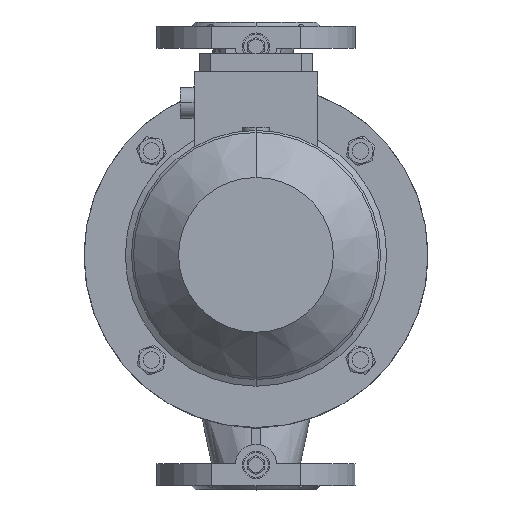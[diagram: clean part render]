
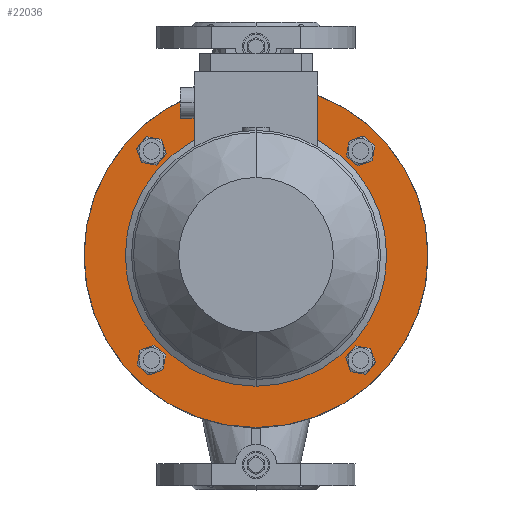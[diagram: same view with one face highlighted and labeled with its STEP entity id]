
A CAD part, top view. The second image highlights one B-rep face of the part: STEP entity #22036.
In plain terms, the highlighted planar face has unit normal (0, 0, 1).
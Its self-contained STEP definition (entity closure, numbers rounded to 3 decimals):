
#123 = FACE_OUTER_BOUND ( 'NONE', #23511, .T. ) ;
#189 = DIRECTION ( 'NONE',  ( 0., 0., -1. ) ) ;
#736 = CARTESIAN_POINT ( 'NONE',  ( 76.014, 76.014, 173. ) ) ;
#1320 = EDGE_CURVE ( 'NONE', #19172, #11982, #21470, .T. ) ;
#1632 = EDGE_CURVE ( 'NONE', #16992, #16671, #30077, .T. ) ;
#1677 = CARTESIAN_POINT ( 'NONE',  ( 0., 0., 173. ) ) ;
#1743 = ORIENTED_EDGE ( 'NONE', *, *, #6304, .F. ) ;
#2765 = AXIS2_PLACEMENT_3D ( 'NONE', #22283, #14510, #11469 ) ;
#2793 = ORIENTED_EDGE ( 'NONE', *, *, #3623, .T. ) ;
#3002 = FACE_BOUND ( 'NONE', #4594, .T. ) ;
#3191 = AXIS2_PLACEMENT_3D ( 'NONE', #13010, #10449, #11008 ) ;
#3623 = EDGE_CURVE ( 'NONE', #18748, #32288, #28327, .T. ) ;
#3754 = EDGE_CURVE ( 'NONE', #28869, #26537, #19666, .T. ) ;
#3900 = AXIS2_PLACEMENT_3D ( 'NONE', #27830, #28282, #20231 ) ;
#3937 = CARTESIAN_POINT ( 'NONE',  ( -74.447, -67.126, 173. ) ) ;
#3954 = CIRCLE ( 'NONE', #20192, 9.025 ) ;
#4376 = EDGE_CURVE ( 'NONE', #26537, #28869, #32033, .T. ) ;
#4443 = DIRECTION ( 'NONE',  ( 0., 1., 0. ) ) ;
#4483 = EDGE_CURVE ( 'NONE', #24622, #16754, #8544, .T. ) ;
#4594 = EDGE_LOOP ( 'NONE', ( #12495, #5692 ) ) ;
#5176 = DIRECTION ( 'NONE',  ( 0., 0., -1. ) ) ;
#5692 = ORIENTED_EDGE ( 'NONE', *, *, #4376, .T. ) ;
#6304 = EDGE_CURVE ( 'NONE', #16671, #16992, #9385, .T. ) ;
#6420 = EDGE_CURVE ( 'NONE', #30278, #33309, #26749, .T. ) ;
#7468 = ORIENTED_EDGE ( 'NONE', *, *, #25747, .T. ) ;
#7614 = AXIS2_PLACEMENT_3D ( 'NONE', #10436, #15927, #32422 ) ;
#8404 = DIRECTION ( 'NONE',  ( 0., 0., -1. ) ) ;
#8544 = CIRCLE ( 'NONE', #3191, 9.025 ) ;
#8619 = EDGE_CURVE ( 'NONE', #11982, #19172, #24203, .T. ) ;
#9385 = CIRCLE ( 'NONE', #7614, 9.025 ) ;
#9482 = CARTESIAN_POINT ( 'NONE',  ( 67.126, -74.447, 173. ) ) ;
#9763 = AXIS2_PLACEMENT_3D ( 'NONE', #12487, #30990, #15184 ) ;
#9816 = AXIS2_PLACEMENT_3D ( 'NONE', #1677, #17687, #4443 ) ;
#10436 = CARTESIAN_POINT ( 'NONE',  ( -76.014, 76.014, 173. ) ) ;
#10449 = DIRECTION ( 'NONE',  ( 0., 0., -1. ) ) ;
#10520 = EDGE_LOOP ( 'NONE', ( #25676, #2793 ) ) ;
#10715 = DIRECTION ( 'NONE',  ( 0., 1., 0. ) ) ;
#10784 = DIRECTION ( 'NONE',  ( 0., 0., 1. ) ) ;
#10857 = FACE_BOUND ( 'NONE', #25148, .T. ) ;
#11008 = DIRECTION ( 'NONE',  ( 0., -1., 0. ) ) ;
#11325 = CARTESIAN_POINT ( 'NONE',  ( 0., 125., 173. ) ) ;
#11469 = DIRECTION ( 'NONE',  ( 0., 1., 0. ) ) ;
#11982 = VERTEX_POINT ( 'NONE', #31633 ) ;
#12487 = CARTESIAN_POINT ( 'NONE',  ( -76.014, 76.014, 173. ) ) ;
#12495 = ORIENTED_EDGE ( 'NONE', *, *, #3754, .T. ) ;
#12832 = ORIENTED_EDGE ( 'NONE', *, *, #4483, .T. ) ;
#12971 = CARTESIAN_POINT ( 'NONE',  ( 0., 125., 173. ) ) ;
#13010 = CARTESIAN_POINT ( 'NONE',  ( -76.014, -76.014, 173. ) ) ;
#13096 = CARTESIAN_POINT ( 'NONE',  ( -67.126, 74.447, 173. ) ) ;
#13097 = ORIENTED_EDGE ( 'NONE', *, *, #6420, .F. ) ;
#13267 = ORIENTED_EDGE ( 'NONE', *, *, #20154, .F. ) ;
#13369 = FACE_BOUND ( 'NONE', #10520, .T. ) ;
#13465 = DIRECTION ( 'NONE',  ( 0., -1., 0. ) ) ;
#13480 = DIRECTION ( 'NONE',  ( 0., 0., 1. ) ) ;
#13918 = CARTESIAN_POINT ( 'NONE',  ( 76.014, 76.014, 173. ) ) ;
#14063 = EDGE_CURVE ( 'NONE', #32288, #18748, #3954, .T. ) ;
#14510 = DIRECTION ( 'NONE',  ( 0., 0., -1. ) ) ;
#15059 = CARTESIAN_POINT ( 'NONE',  ( -84.902, 77.581, 173. ) ) ;
#15184 = DIRECTION ( 'NONE',  ( 0., -1., 0. ) ) ;
#15328 = DIRECTION ( 'NONE',  ( 0., -1., 0. ) ) ;
#15447 = DIRECTION ( 'NONE',  ( 0., 0., -1. ) ) ;
#15900 = DIRECTION ( 'NONE',  ( 0., -1., 0. ) ) ;
#15927 = DIRECTION ( 'NONE',  ( 0., 0., 1. ) ) ;
#16107 = ORIENTED_EDGE ( 'NONE', *, *, #1632, .F. ) ;
#16128 = CIRCLE ( 'NONE', #3900, 125. ) ;
#16426 = CARTESIAN_POINT ( 'NONE',  ( 76.014, -76.014, 173. ) ) ;
#16671 = VERTEX_POINT ( 'NONE', #13096 ) ;
#16754 = VERTEX_POINT ( 'NONE', #26729 ) ;
#16992 = VERTEX_POINT ( 'NONE', #15059 ) ;
#17116 = FACE_BOUND ( 'NONE', #18368, .T. ) ;
#17687 = DIRECTION ( 'NONE',  ( 0., 0., -1. ) ) ;
#17951 = FACE_BOUND ( 'NONE', #33829, .T. ) ;
#18368 = EDGE_LOOP ( 'NONE', ( #1743, #16107 ) ) ;
#18443 = AXIS2_PLACEMENT_3D ( 'NONE', #13918, #10784, #13465 ) ;
#18748 = VERTEX_POINT ( 'NONE', #33864 ) ;
#19132 = AXIS2_PLACEMENT_3D ( 'NONE', #31361, #15447, #15328 ) ;
#19172 = VERTEX_POINT ( 'NONE', #19645 ) ;
#19488 = AXIS2_PLACEMENT_3D ( 'NONE', #12971, #31683, #15900 ) ;
#19645 = CARTESIAN_POINT ( 'NONE',  ( 74.447, 67.126, 173. ) ) ;
#19666 = CIRCLE ( 'NONE', #24248, 95. ) ;
#20154 = EDGE_CURVE ( 'NONE', #33309, #30278, #16128, .T. ) ;
#20192 = AXIS2_PLACEMENT_3D ( 'NONE', #16426, #189, #21162 ) ;
#20231 = DIRECTION ( 'NONE',  ( 0., 1., 0. ) ) ;
#21067 = CARTESIAN_POINT ( 'NONE',  ( 76.014, -76.014, 173. ) ) ;
#21162 = DIRECTION ( 'NONE',  ( 0., -1., 0. ) ) ;
#21470 = CIRCLE ( 'NONE', #18443, 9.025 ) ;
#21775 = CARTESIAN_POINT ( 'NONE',  ( 0., -95., 173. ) ) ;
#22036 = ADVANCED_FACE ( 'NONE', ( #13369, #17951, #10857, #17116, #3002, #123 ), #34118, .T. ) ;
#22283 = CARTESIAN_POINT ( 'NONE',  ( 0., 0., 173. ) ) ;
#22621 = CARTESIAN_POINT ( 'NONE',  ( 0., 95., 173. ) ) ;
#23038 = AXIS2_PLACEMENT_3D ( 'NONE', #736, #13480, #31968 ) ;
#23511 = EDGE_LOOP ( 'NONE', ( #13097, #13267 ) ) ;
#24203 = CIRCLE ( 'NONE', #23038, 9.025 ) ;
#24248 = AXIS2_PLACEMENT_3D ( 'NONE', #26580, #8404, #10715 ) ;
#24622 = VERTEX_POINT ( 'NONE', #3937 ) ;
#25148 = EDGE_LOOP ( 'NONE', ( #29851, #31158 ) ) ;
#25676 = ORIENTED_EDGE ( 'NONE', *, *, #14063, .T. ) ;
#25747 = EDGE_CURVE ( 'NONE', #16754, #24622, #29715, .T. ) ;
#26537 = VERTEX_POINT ( 'NONE', #21775 ) ;
#26580 = CARTESIAN_POINT ( 'NONE',  ( 0., 0., 173. ) ) ;
#26729 = CARTESIAN_POINT ( 'NONE',  ( -77.581, -84.902, 173. ) ) ;
#26749 = CIRCLE ( 'NONE', #2765, 125. ) ;
#27830 = CARTESIAN_POINT ( 'NONE',  ( 0., 0., 173. ) ) ;
#28282 = DIRECTION ( 'NONE',  ( 0., 0., -1. ) ) ;
#28327 = CIRCLE ( 'NONE', #33734, 9.025 ) ;
#28869 = VERTEX_POINT ( 'NONE', #22621 ) ;
#29593 = CARTESIAN_POINT ( 'NONE',  ( 0., -125., 173. ) ) ;
#29715 = CIRCLE ( 'NONE', #19132, 9.025 ) ;
#29851 = ORIENTED_EDGE ( 'NONE', *, *, #1320, .F. ) ;
#30077 = CIRCLE ( 'NONE', #9763, 9.025 ) ;
#30278 = VERTEX_POINT ( 'NONE', #11325 ) ;
#30990 = DIRECTION ( 'NONE',  ( 0., 0., 1. ) ) ;
#31158 = ORIENTED_EDGE ( 'NONE', *, *, #8619, .F. ) ;
#31361 = CARTESIAN_POINT ( 'NONE',  ( -76.014, -76.014, 173. ) ) ;
#31633 = CARTESIAN_POINT ( 'NONE',  ( 77.581, 84.902, 173. ) ) ;
#31683 = DIRECTION ( 'NONE',  ( 0., 0., 1. ) ) ;
#31968 = DIRECTION ( 'NONE',  ( 0., -1., 0. ) ) ;
#32033 = CIRCLE ( 'NONE', #9816, 95. ) ;
#32288 = VERTEX_POINT ( 'NONE', #9482 ) ;
#32422 = DIRECTION ( 'NONE',  ( 0., -1., 0. ) ) ;
#33309 = VERTEX_POINT ( 'NONE', #29593 ) ;
#33734 = AXIS2_PLACEMENT_3D ( 'NONE', #21067, #5176, #33971 ) ;
#33829 = EDGE_LOOP ( 'NONE', ( #12832, #7468 ) ) ;
#33864 = CARTESIAN_POINT ( 'NONE',  ( 84.902, -77.581, 173. ) ) ;
#33971 = DIRECTION ( 'NONE',  ( 0., -1., 0. ) ) ;
#34118 = PLANE ( 'NONE',  #19488 ) ;
